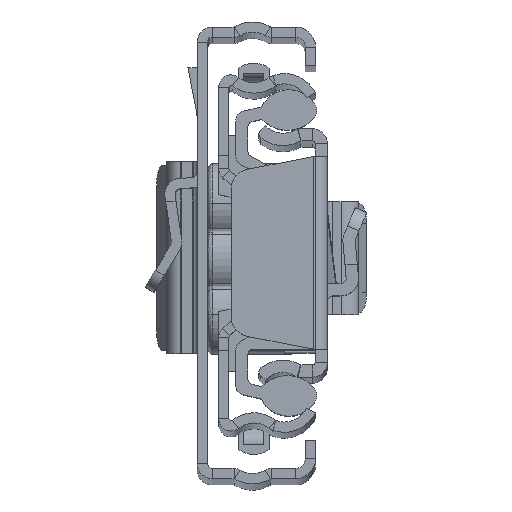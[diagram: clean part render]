
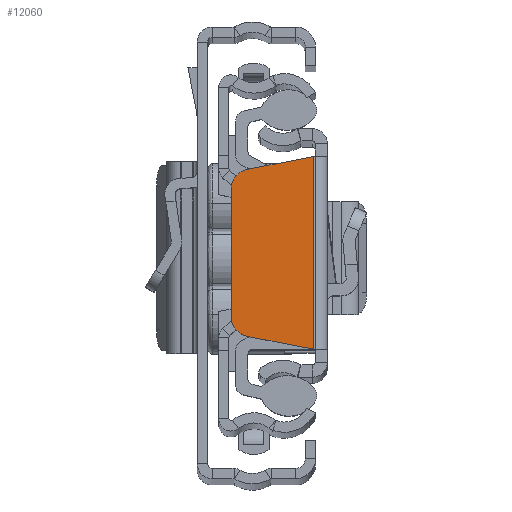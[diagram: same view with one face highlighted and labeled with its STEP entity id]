
A CAD part, top view. The second image highlights one B-rep face of the part: STEP entity #12060.
In plain terms, the highlighted planar face has unit normal (0, 0, 1).
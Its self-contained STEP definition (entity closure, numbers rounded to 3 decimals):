
#164 = ORIENTED_EDGE ( 'NONE', *, *, #18264, .T. ) ;
#246 = LINE ( 'NONE', #14677, #6901 ) ;
#1538 = ORIENTED_EDGE ( 'NONE', *, *, #10685, .T. ) ;
#1996 = VERTEX_POINT ( 'NONE', #9544 ) ;
#2024 = DIRECTION ( 'NONE',  ( 0., 0., -1. ) ) ;
#2499 = DIRECTION ( 'NONE',  ( 0., 0., 1. ) ) ;
#2608 = CARTESIAN_POINT ( 'NONE',  ( -7.401, 6.183, 0. ) ) ;
#2722 = DIRECTION ( 'NONE',  ( -1., 0., 0. ) ) ;
#2923 = CIRCLE ( 'NONE', #8435, 2. ) ;
#2939 = CARTESIAN_POINT ( 'NONE',  ( -7.401, -6.183, 0. ) ) ;
#4184 = CARTESIAN_POINT ( 'NONE',  ( -7.778, -8.147, 0. ) ) ;
#4206 = CARTESIAN_POINT ( 'NONE',  ( -9.401, 0., 0. ) ) ;
#4885 = DIRECTION ( 'NONE',  ( 0., -1., 0. ) ) ;
#5565 = EDGE_CURVE ( 'NONE', #16836, #1996, #13147, .T. ) ;
#5990 = CARTESIAN_POINT ( 'NONE',  ( -9.401, 6.183, 0. ) ) ;
#6607 = VERTEX_POINT ( 'NONE', #4184 ) ;
#6901 = VECTOR ( 'NONE', #8442, 1000. ) ;
#7108 = CARTESIAN_POINT ( 'NONE',  ( -9.401, -6.183, 0. ) ) ;
#7250 = ORIENTED_EDGE ( 'NONE', *, *, #13841, .T. ) ;
#7382 = VECTOR ( 'NONE', #12937, 1000. ) ;
#8435 = AXIS2_PLACEMENT_3D ( 'NONE', #2939, #11128, #2722 ) ;
#8442 = DIRECTION ( 'NONE',  ( 0.982, -0.189, 0. ) ) ;
#8710 = FACE_OUTER_BOUND ( 'NONE', #19486, .T. ) ;
#8711 = VERTEX_POINT ( 'NONE', #14126 ) ;
#9544 = CARTESIAN_POINT ( 'NONE',  ( -1.36, -9.379, 0. ) ) ;
#9708 = CARTESIAN_POINT ( 'NONE',  ( -1.786, 9.298, 0. ) ) ;
#10685 = EDGE_CURVE ( 'NONE', #6607, #1996, #246, .T. ) ;
#10980 = LINE ( 'NONE', #4206, #15071 ) ;
#11128 = DIRECTION ( 'NONE',  ( 0., 0., 1. ) ) ;
#11426 = LINE ( 'NONE', #9708, #7382 ) ;
#12060 = ADVANCED_FACE ( 'NONE', ( #8710 ), #20242, .F. ) ;
#12404 = DIRECTION ( 'NONE',  ( -1., 0., 0. ) ) ;
#12426 = AXIS2_PLACEMENT_3D ( 'NONE', #15244, #2024, #20133 ) ;
#12613 = ORIENTED_EDGE ( 'NONE', *, *, #21035, .T. ) ;
#12937 = DIRECTION ( 'NONE',  ( -0.982, -0.189, 0. ) ) ;
#13147 = LINE ( 'NONE', #16358, #14301 ) ;
#13828 = ORIENTED_EDGE ( 'NONE', *, *, #14031, .T. ) ;
#13841 = EDGE_CURVE ( 'NONE', #8711, #16468, #19091, .T. ) ;
#14031 = EDGE_CURVE ( 'NONE', #16836, #8711, #11426, .T. ) ;
#14126 = CARTESIAN_POINT ( 'NONE',  ( -7.778, 8.147, 0. ) ) ;
#14301 = VECTOR ( 'NONE', #4885, 1000. ) ;
#14677 = CARTESIAN_POINT ( 'NONE',  ( -1.786, -9.298, 0. ) ) ;
#15071 = VECTOR ( 'NONE', #19051, 1000. ) ;
#15181 = CARTESIAN_POINT ( 'NONE',  ( -1.36, 9.379, 0. ) ) ;
#15244 = CARTESIAN_POINT ( 'NONE',  ( 0., 0., 0. ) ) ;
#16358 = CARTESIAN_POINT ( 'NONE',  ( -1.36, -9.379, 0. ) ) ;
#16468 = VERTEX_POINT ( 'NONE', #5990 ) ;
#16836 = VERTEX_POINT ( 'NONE', #15181 ) ;
#17347 = AXIS2_PLACEMENT_3D ( 'NONE', #2608, #2499, #12404 ) ;
#18100 = VERTEX_POINT ( 'NONE', #7108 ) ;
#18264 = EDGE_CURVE ( 'NONE', #16468, #18100, #10980, .T. ) ;
#19051 = DIRECTION ( 'NONE',  ( 0., -1., 0. ) ) ;
#19091 = CIRCLE ( 'NONE', #17347, 2. ) ;
#19486 = EDGE_LOOP ( 'NONE', ( #164, #12613, #1538, #20490, #13828, #7250 ) ) ;
#20133 = DIRECTION ( 'NONE',  ( -1., 0., 0. ) ) ;
#20242 = PLANE ( 'NONE',  #12426 ) ;
#20490 = ORIENTED_EDGE ( 'NONE', *, *, #5565, .F. ) ;
#21035 = EDGE_CURVE ( 'NONE', #18100, #6607, #2923, .T. ) ;
